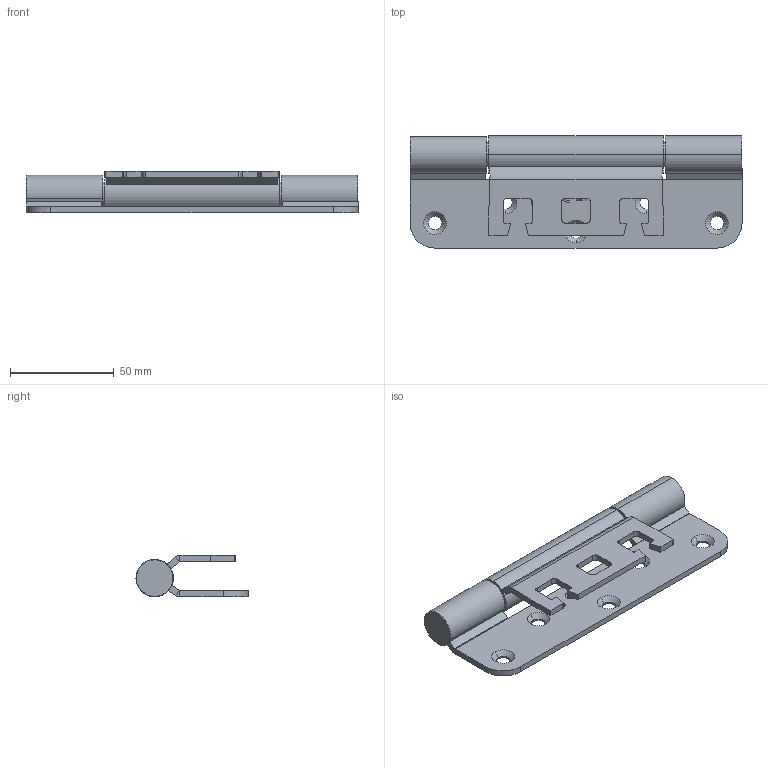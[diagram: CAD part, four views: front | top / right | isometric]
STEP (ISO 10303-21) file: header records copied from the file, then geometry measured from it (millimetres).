
FILE_DESCRIPTION (( 'STEP AP214' ), '1' );
FILE_NAME ('OBX-18-2541-160-LG-RC-B.STEP', '2019-06-28T07:55:18', ( '' ), ( '' ), 'SwSTEP 2.0', 'SolidWorks 2017', '' );
FILE_SCHEMA (( 'AUTOMOTIVE_DESIGN' ));
Length unit declared in the file: millimetre
Products named in the file (19): D043-18083; D044-14308; B01572; DIN5401-III; D046-14312; D044-14309; D043-25255; OBX-18-2541-160-LG-RC-B
Assembly tree (11 placements, depth 2):
  D044-14308
  B01572
  DIN5401-III
  D046-14312
  D044-14309
Bounding box: 160 x 54 x 20 mm (x, y, z)
Volume: 62448.4 mm3; surface area: 34396 mm2
Topology: 11 solids, 11 shells, 456 faces, 1147 edges, 750 vertices
Faces by surface type: plane 216, cylinder 134, bspline 60, cone 30, sphere 12, torus 4
Entity records: 16006 total; most frequent: CARTESIAN_POINT 5698, ORIENTED_EDGE 2084, DIRECTION 1907, EDGE_CURVE 1042, VERTEX_POINT 682, VECTOR 653, LINE 653, AXIS2_PLACEMENT_3D 627
